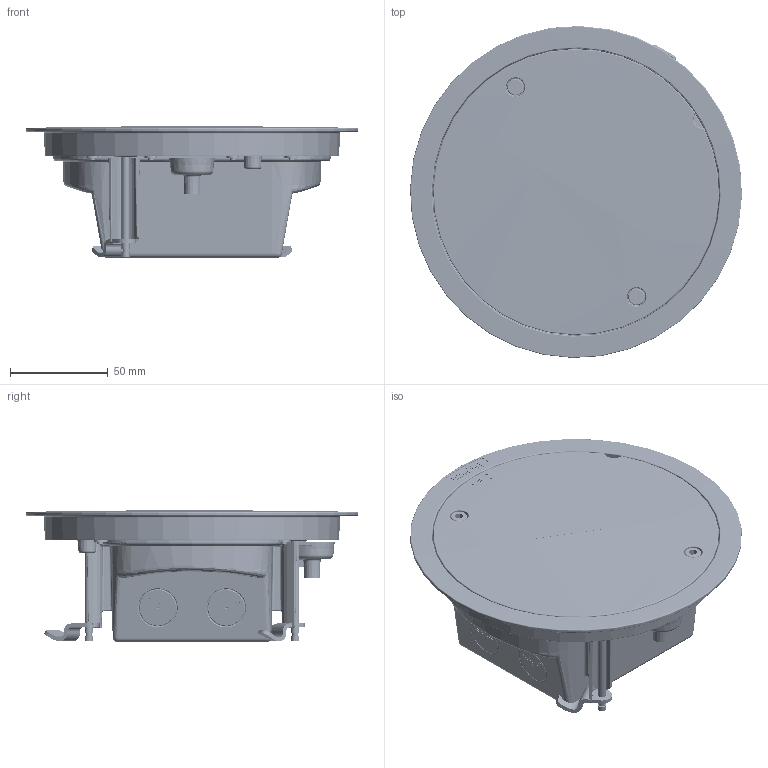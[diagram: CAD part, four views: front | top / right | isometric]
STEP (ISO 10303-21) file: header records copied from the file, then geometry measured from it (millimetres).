
FILE_DESCRIPTION(('CATIA V5 STEP Exchange','CAx-IF Rec.Pracs.--- Model Styling and Organization---1.4--- 2014-01-23'),'2;1');
FILE_NAME('088061_AllCATPart.stp','2019-03-08T13:56:33+00:00',('none'),('none'),'CATIA Version 5-6 Release 2017 SP3','CATIA V5 STEP AP214','none');
FILE_SCHEMA(('AUTOMOTIVE_DESIGN { 1 0 10303 214 1 1 1 1 }'));
Products named in the file (1): 088061_AllCATPart
Bounding box: 169.95 x 169.95 x 67.6 mm (x, y, z)
Volume: 209254.3 mm3; surface area: 200753.1 mm2
Topology: 17 solids, 17 shells, 8378 faces, 22634 edges, 14358 vertices
Faces by surface type: plane 5489, bspline 1004, torus 607, cylinder 539, cone 461, sphere 231, extrusion 47
Entity records: 336173 total; most frequent: CARTESIAN_POINT 149155, ORIENTED_EDGE 44938, DIRECTION 28031, EDGE_CURVE 22469, VERTEX_POINT 14358, VECTOR 12157, LINE 12110, AXIS2_PLACEMENT_3D 9304
